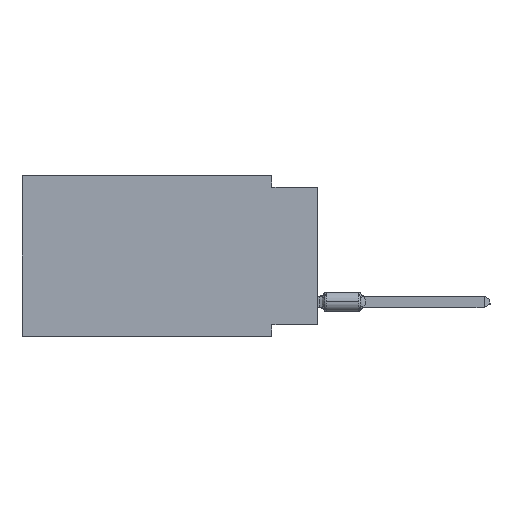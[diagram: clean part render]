
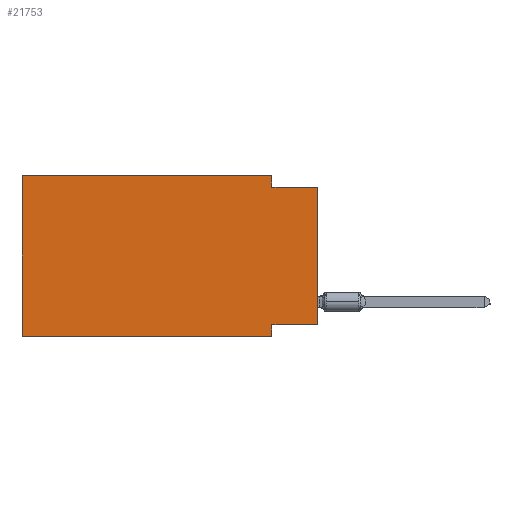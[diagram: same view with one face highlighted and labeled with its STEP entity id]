
A CAD part, left-side view. The second image highlights one B-rep face of the part: STEP entity #21753.
In plain terms, the highlighted planar face has unit normal (-1, 0, 0).
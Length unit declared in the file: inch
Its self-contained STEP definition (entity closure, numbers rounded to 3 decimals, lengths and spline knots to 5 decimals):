
#337 = DIRECTION ( 'NONE',  ( 0., 0., -1. ) ) ;
#502 = CARTESIAN_POINT ( 'NONE',  ( 0., 0.1, 0. ) ) ;
#844 = VECTOR ( 'NONE', #21587, 39.37008 ) ;
#862 = LINE ( 'NONE', #23788, #13533 ) ;
#1420 = CARTESIAN_POINT ( 'NONE',  ( 0., 0., -0.325 ) ) ;
#1658 = CARTESIAN_POINT ( 'NONE',  ( 0., 0.645, 0. ) ) ;
#3066 = CARTESIAN_POINT ( 'NONE',  ( 0., 0.1, -0.35 ) ) ;
#3288 = EDGE_CURVE ( 'NONE', #25970, #31705, #26829, .T. ) ;
#3395 = CARTESIAN_POINT ( 'NONE',  ( 0., 0.645, -0.35 ) ) ;
#3567 = CARTESIAN_POINT ( 'NONE',  ( 0., 0., -0.025 ) ) ;
#4329 = CARTESIAN_POINT ( 'NONE',  ( 0., 0.645, -0.35 ) ) ;
#4488 = LINE ( 'NONE', #14518, #10588 ) ;
#5260 = ORIENTED_EDGE ( 'NONE', *, *, #6727, .F. ) ;
#5443 = EDGE_CURVE ( 'NONE', #6130, #5664, #8926, .T. ) ;
#5664 = VERTEX_POINT ( 'NONE', #18396 ) ;
#5955 = LINE ( 'NONE', #502, #19670 ) ;
#5974 = LINE ( 'NONE', #31596, #844 ) ;
#5986 = ORIENTED_EDGE ( 'NONE', *, *, #3288, .F. ) ;
#6035 = EDGE_CURVE ( 'NONE', #28931, #25970, #5955, .T. ) ;
#6050 = ORIENTED_EDGE ( 'NONE', *, *, #10371, .T. ) ;
#6130 = VERTEX_POINT ( 'NONE', #3395 ) ;
#6294 = AXIS2_PLACEMENT_3D ( 'NONE', #27988, #17635, #12532 ) ;
#6727 = EDGE_CURVE ( 'NONE', #25919, #28931, #23045, .T. ) ;
#8167 = LINE ( 'NONE', #3066, #9437 ) ;
#8926 = LINE ( 'NONE', #4329, #13106 ) ;
#9018 = CARTESIAN_POINT ( 'NONE',  ( 0., 0.645, 0. ) ) ;
#9252 = ORIENTED_EDGE ( 'NONE', *, *, #5443, .T. ) ;
#9437 = VECTOR ( 'NONE', #11050, 39.37008 ) ;
#10161 = FACE_OUTER_BOUND ( 'NONE', #13950, .T. ) ;
#10312 = VECTOR ( 'NONE', #13922, 39.37008 ) ;
#10371 = EDGE_CURVE ( 'NONE', #26541, #31705, #4488, .T. ) ;
#10588 = VECTOR ( 'NONE', #14852, 39.37008 ) ;
#11050 = DIRECTION ( 'NONE',  ( 0., 0., -1. ) ) ;
#11567 = VECTOR ( 'NONE', #19834, 39.37008 ) ;
#11792 = ORIENTED_EDGE ( 'NONE', *, *, #6035, .F. ) ;
#12532 = DIRECTION ( 'NONE',  ( 0., 0., -1. ) ) ;
#12960 = CARTESIAN_POINT ( 'NONE',  ( 0., 0.1, 0. ) ) ;
#13106 = VECTOR ( 'NONE', #14687, 39.37008 ) ;
#13533 = VECTOR ( 'NONE', #26346, 39.37008 ) ;
#13922 = DIRECTION ( 'NONE',  ( 0., -1., 0. ) ) ;
#13950 = EDGE_LOOP ( 'NONE', ( #6050, #5986, #11792, #5260, #26901, #9252, #28437, #21156 ) ) ;
#14518 = CARTESIAN_POINT ( 'NONE',  ( 0., 0., 0. ) ) ;
#14687 = DIRECTION ( 'NONE',  ( 0., -1., 0. ) ) ;
#14852 = DIRECTION ( 'NONE',  ( 0., 0., 1. ) ) ;
#17635 = DIRECTION ( 'NONE',  ( 1., 0., 0. ) ) ;
#18396 = CARTESIAN_POINT ( 'NONE',  ( 0., 0.1, -0.35 ) ) ;
#19399 = CARTESIAN_POINT ( 'NONE',  ( 0., 0., -0.025 ) ) ;
#19565 = EDGE_CURVE ( 'NONE', #6130, #25919, #862, .T. ) ;
#19670 = VECTOR ( 'NONE', #337, 39.37008 ) ;
#19834 = DIRECTION ( 'NONE',  ( 0., -1., 0. ) ) ;
#21156 = ORIENTED_EDGE ( 'NONE', *, *, #21182, .F. ) ;
#21182 = EDGE_CURVE ( 'NONE', #26541, #25622, #5974, .T. ) ;
#21587 = DIRECTION ( 'NONE',  ( 0., 1., 0. ) ) ;
#21753 = ADVANCED_FACE ( 'NONE', ( #10161 ), #33077, .F. ) ;
#22125 = CARTESIAN_POINT ( 'NONE',  ( 0., 0.1, -0.325 ) ) ;
#23045 = LINE ( 'NONE', #1658, #11567 ) ;
#23788 = CARTESIAN_POINT ( 'NONE',  ( 0., 0.645, 0. ) ) ;
#23942 = CARTESIAN_POINT ( 'NONE',  ( 0., 0.1, -0.025 ) ) ;
#25622 = VERTEX_POINT ( 'NONE', #22125 ) ;
#25919 = VERTEX_POINT ( 'NONE', #9018 ) ;
#25970 = VERTEX_POINT ( 'NONE', #23942 ) ;
#26346 = DIRECTION ( 'NONE',  ( 0., 0., 1. ) ) ;
#26541 = VERTEX_POINT ( 'NONE', #1420 ) ;
#26829 = LINE ( 'NONE', #3567, #10312 ) ;
#26901 = ORIENTED_EDGE ( 'NONE', *, *, #19565, .F. ) ;
#27988 = CARTESIAN_POINT ( 'NONE',  ( 0., 0.645, 0. ) ) ;
#28437 = ORIENTED_EDGE ( 'NONE', *, *, #29512, .F. ) ;
#28931 = VERTEX_POINT ( 'NONE', #12960 ) ;
#29512 = EDGE_CURVE ( 'NONE', #25622, #5664, #8167, .T. ) ;
#31596 = CARTESIAN_POINT ( 'NONE',  ( 0., 0., -0.325 ) ) ;
#31705 = VERTEX_POINT ( 'NONE', #19399 ) ;
#33077 = PLANE ( 'NONE',  #6294 ) ;
